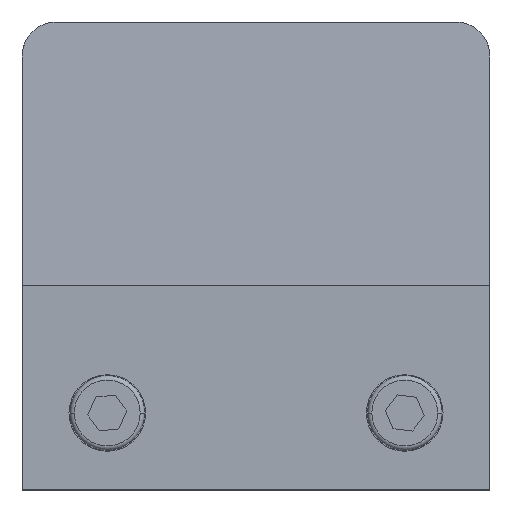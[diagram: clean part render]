
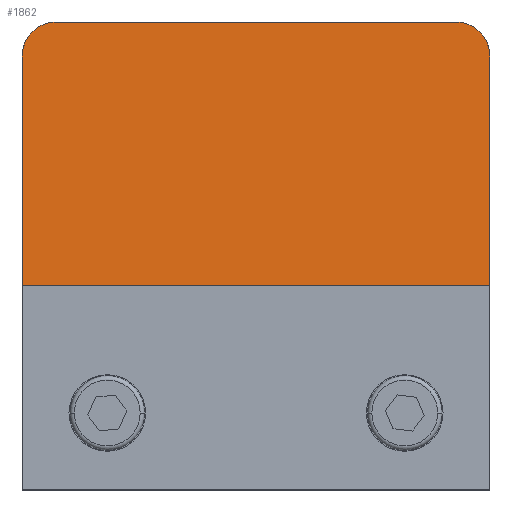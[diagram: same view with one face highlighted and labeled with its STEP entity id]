
A CAD part, top view. The second image highlights one B-rep face of the part: STEP entity #1862.
In plain terms, the highlighted planar face has unit normal (0, 0.064, 0.998).
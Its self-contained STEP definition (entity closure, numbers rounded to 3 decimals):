
#47 = CARTESIAN_POINT ( 'NONE',  ( -27.5, 6.5, 23.5 ) ) ;
#98 = CARTESIAN_POINT ( 'NONE',  ( -27.5, 33.5, 21.758 ) ) ;
#144 = CARTESIAN_POINT ( 'NONE',  ( -27.5, 33.5, 21.758 ) ) ;
#199 = DIRECTION ( 'NONE',  ( 0., -0.064, -0.998 ) ) ;
#222 = ORIENTED_EDGE ( 'NONE', *, *, #931, .T. ) ;
#294 = EDGE_CURVE ( 'NONE', #2537, #1208, #2458, .T. ) ;
#334 = CARTESIAN_POINT ( 'NONE',  ( 23.5, 37.5, 21.5 ) ) ;
#407 = LINE ( 'NONE', #2981, #1116 ) ;
#483 = CARTESIAN_POINT ( 'NONE',  ( -23.5, 37.5, 21.5 ) ) ;
#567 = CARTESIAN_POINT ( 'NONE',  ( 25.843, 37.5, 21.5 ) ) ;
#655 = CARTESIAN_POINT ( 'NONE',  ( -23.5, 37.5, 21.5 ) ) ;
#657 = CARTESIAN_POINT ( 'NONE',  ( 27.5, 37.5, 21.5 ) ) ;
#665 = EDGE_CURVE ( 'NONE', #2537, #1434, #2636, .T. ) ;
#712 = ORIENTED_EDGE ( 'NONE', *, *, #977, .T. ) ;
#731 = ORIENTED_EDGE ( 'NONE', *, *, #1461, .T. ) ;
#747 = DIRECTION ( 'NONE',  ( 0., -0.998, 0.064 ) ) ;
#931 = EDGE_CURVE ( 'NONE', #1434, #2512, #2423, .T. ) ;
#960 = ORIENTED_EDGE ( 'NONE', *, *, #2545, .F. ) ;
#977 = EDGE_CURVE ( 'NONE', #2512, #3188, #1367, .T. ) ;
#1063 = ORIENTED_EDGE ( 'NONE', *, *, #294, .F. ) ;
#1116 = VECTOR ( 'NONE', #1710, 1000. ) ;
#1141 = CARTESIAN_POINT ( 'NONE',  ( 27.5, 37.5, 21.5 ) ) ;
#1208 = VERTEX_POINT ( 'NONE', #1614 ) ;
#1225 = CARTESIAN_POINT ( 'NONE',  ( 23.5, 37.5, 21.5 ) ) ;
#1367 =( BOUNDED_CURVE ( )  B_SPLINE_CURVE ( 3, ( #655, #1427, #2438, #144 ),
 .UNSPECIFIED., .F., .T. ) 
 B_SPLINE_CURVE_WITH_KNOTS ( ( 4, 4 ),
 ( 3.142, 4.712 ),
 .UNSPECIFIED. ) 
 CURVE ( )  GEOMETRIC_REPRESENTATION_ITEM ( )  RATIONAL_B_SPLINE_CURVE ( ( 1., 0.805, 0.805, 1. ) ) 
 REPRESENTATION_ITEM ( '' )  );
#1427 = CARTESIAN_POINT ( 'NONE',  ( -25.843, 37.5, 21.5 ) ) ;
#1434 = VERTEX_POINT ( 'NONE', #1225 ) ;
#1447 = DIRECTION ( 'NONE',  ( -1., 0., 0. ) ) ;
#1461 = EDGE_CURVE ( 'NONE', #3188, #1910, #2567, .T. ) ;
#1510 = ORIENTED_EDGE ( 'NONE', *, *, #665, .T. ) ;
#1548 = VECTOR ( 'NONE', #1447, 1000. ) ;
#1614 = CARTESIAN_POINT ( 'NONE',  ( 27.5, 6.5, 23.5 ) ) ;
#1710 = DIRECTION ( 'NONE',  ( -1., 0., 0. ) ) ;
#1862 = ADVANCED_FACE ( 'NONE', ( #3044 ), #2493, .F. ) ;
#1910 = VERTEX_POINT ( 'NONE', #47 ) ;
#1990 = DIRECTION ( 'NONE',  ( 0., 0.998, -0.064 ) ) ;
#2211 = DIRECTION ( 'NONE',  ( 0., -0.998, 0.064 ) ) ;
#2284 = CARTESIAN_POINT ( 'NONE',  ( -27.5, 37.5, 21.5 ) ) ;
#2351 = CARTESIAN_POINT ( 'NONE',  ( 27.5, 33.5, 21.758 ) ) ;
#2412 = VECTOR ( 'NONE', #747, 1000. ) ;
#2423 = LINE ( 'NONE', #1141, #1548 ) ;
#2438 = CARTESIAN_POINT ( 'NONE',  ( -27.5, 35.843, 21.607 ) ) ;
#2458 = LINE ( 'NONE', #657, #2566 ) ;
#2493 = PLANE ( 'NONE',  #2580 ) ;
#2512 = VERTEX_POINT ( 'NONE', #483 ) ;
#2537 = VERTEX_POINT ( 'NONE', #2747 ) ;
#2545 = EDGE_CURVE ( 'NONE', #1208, #1910, #407, .T. ) ;
#2566 = VECTOR ( 'NONE', #2211, 1000. ) ;
#2567 = LINE ( 'NONE', #2284, #2412 ) ;
#2580 = AXIS2_PLACEMENT_3D ( 'NONE', #3270, #199, #1990 ) ;
#2606 = CARTESIAN_POINT ( 'NONE',  ( 27.5, 35.843, 21.607 ) ) ;
#2636 =( BOUNDED_CURVE ( )  B_SPLINE_CURVE ( 3, ( #2351, #2606, #567, #334 ),
 .UNSPECIFIED., .F., .F. ) 
 B_SPLINE_CURVE_WITH_KNOTS ( ( 4, 4 ),
 ( 4.712, 6.283 ),
 .UNSPECIFIED. ) 
 CURVE ( )  GEOMETRIC_REPRESENTATION_ITEM ( )  RATIONAL_B_SPLINE_CURVE ( ( 1., 0.805, 0.805, 1. ) ) 
 REPRESENTATION_ITEM ( '' )  );
#2747 = CARTESIAN_POINT ( 'NONE',  ( 27.5, 33.5, 21.758 ) ) ;
#2981 = CARTESIAN_POINT ( 'NONE',  ( 27.5, 6.5, 23.5 ) ) ;
#3044 = FACE_OUTER_BOUND ( 'NONE', #3282, .T. ) ;
#3188 = VERTEX_POINT ( 'NONE', #98 ) ;
#3270 = CARTESIAN_POINT ( 'NONE',  ( 27.5, 37.5, 21.5 ) ) ;
#3282 = EDGE_LOOP ( 'NONE', ( #222, #712, #731, #960, #1063, #1510 ) ) ;
